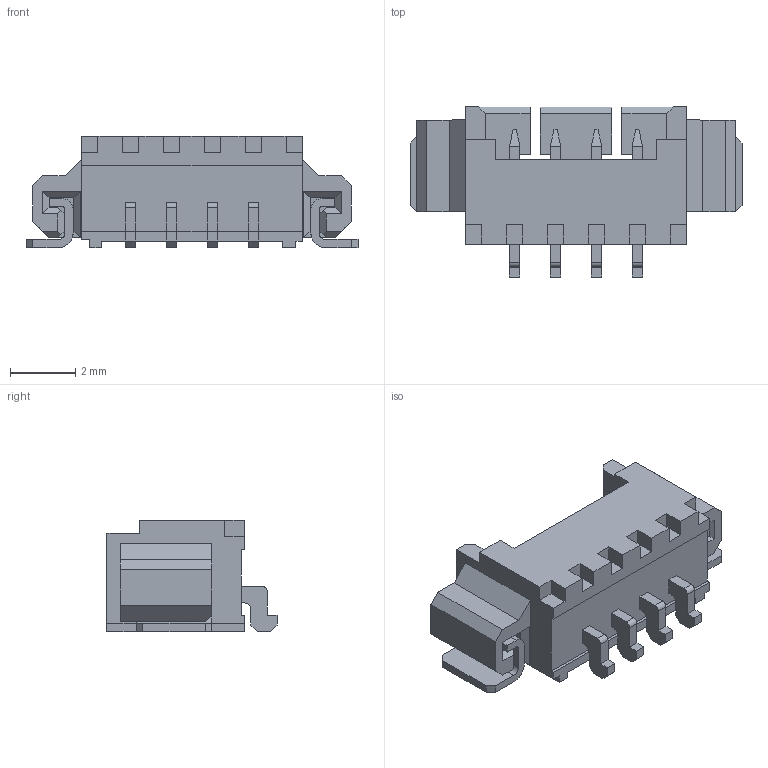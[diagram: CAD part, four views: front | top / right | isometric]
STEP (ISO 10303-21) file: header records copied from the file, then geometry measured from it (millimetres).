
FILE_DESCRIPTION((''),'2;1');
FILE_NAME('532610471','2014-11-12T',('me'),(''),'PRO/ENGINEER BY PARAMETRIC TECHNOLOGY CORPORATION, 2011490','PRO/ENGINEER BY PARAMETRIC TECHNOLOGY CORPORATION, 2011490','');
FILE_SCHEMA(('CONFIG_CONTROL_DESIGN'));
Length unit declared in the file: millimetre
Products named in the file (1): 532610471
Bounding box: 10.15 x 5.2 x 3.4 mm (x, y, z)
Volume: 62.6 mm3; surface area: 257.4 mm2
Topology: 1 solids, 1 shells, 256 faces, 725 edges, 488 vertices
Faces by surface type: plane 240, cylinder 16
Entity records: 8102 total; most frequent: CARTESIAN_POINT 1432, ORIENTED_EDGE 1388, DIRECTION 1275, EDGE_CURVE 694, VECTOR 689, LINE 689, VERTEX_POINT 450, AXIS2_PLACEMENT_3D 293
